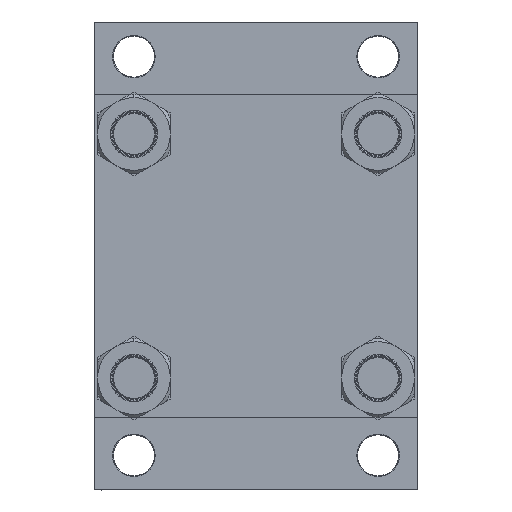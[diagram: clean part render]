
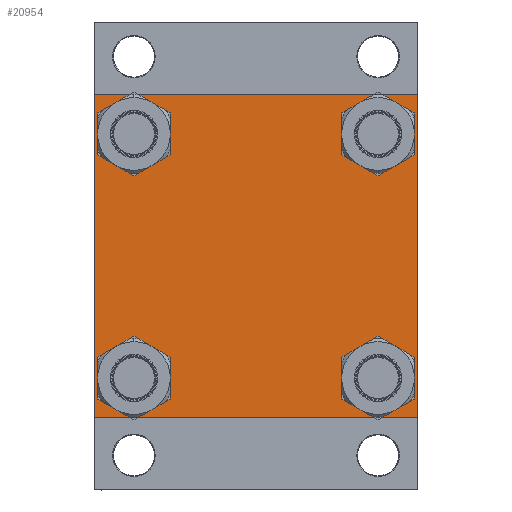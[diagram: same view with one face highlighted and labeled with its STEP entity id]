
A CAD part, left-side view. The second image highlights one B-rep face of the part: STEP entity #20954.
In plain terms, the highlighted planar face has unit normal (-1, 0, 0).
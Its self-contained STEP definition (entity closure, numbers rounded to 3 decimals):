
#208 = CIRCLE ( 'NONE', #40356, 14. ) ;
#951 = DIRECTION ( 'NONE',  ( 0., 0., 1. ) ) ;
#2096 = CARTESIAN_POINT ( 'NONE',  ( 0., 102.5, -102.5 ) ) ;
#2314 = CARTESIAN_POINT ( 'NONE',  ( 0., 77.45, 77.45 ) ) ;
#3130 = VERTEX_POINT ( 'NONE', #23919 ) ;
#3138 = ORIENTED_EDGE ( 'NONE', *, *, #20328, .F. ) ;
#4343 = AXIS2_PLACEMENT_3D ( 'NONE', #42460, #35437, #31800 ) ;
#4344 = CIRCLE ( 'NONE', #13593, 14. ) ;
#4400 = ORIENTED_EDGE ( 'NONE', *, *, #23485, .T. ) ;
#4558 = CARTESIAN_POINT ( 'NONE',  ( 0., 77.45, -91.45 ) ) ;
#4897 = ORIENTED_EDGE ( 'NONE', *, *, #16945, .T. ) ;
#5157 = CARTESIAN_POINT ( 'NONE',  ( 0., -102.25, -102.25 ) ) ;
#5848 = LINE ( 'NONE', #30518, #20849 ) ;
#6328 = CARTESIAN_POINT ( 'NONE',  ( 0., -77.45, 63.45 ) ) ;
#7034 = DIRECTION ( 'NONE',  ( 0., -1., 0. ) ) ;
#7428 = VERTEX_POINT ( 'NONE', #4558 ) ;
#7498 = ORIENTED_EDGE ( 'NONE', *, *, #41287, .T. ) ;
#7539 = CARTESIAN_POINT ( 'NONE',  ( 0., 77.45, 91.45 ) ) ;
#8552 = ORIENTED_EDGE ( 'NONE', *, *, #23746, .T. ) ;
#8928 = DIRECTION ( 'NONE',  ( 1., 0., 0. ) ) ;
#9007 = VECTOR ( 'NONE', #14564, 1000. ) ;
#9074 = VECTOR ( 'NONE', #13218, 1000. ) ;
#9105 = DIRECTION ( 'NONE',  ( 1., 0., 0. ) ) ;
#9666 = ORIENTED_EDGE ( 'NONE', *, *, #11229, .T. ) ;
#10004 = PLANE ( 'NONE',  #42657 ) ;
#10724 = FACE_BOUND ( 'NONE', #17060, .T. ) ;
#10949 = AXIS2_PLACEMENT_3D ( 'NONE', #13949, #17812, #43435 ) ;
#11229 = EDGE_CURVE ( 'NONE', #27305, #15748, #5848, .T. ) ;
#11276 = EDGE_LOOP ( 'NONE', ( #13645, #4897 ) ) ;
#11307 = CIRCLE ( 'NONE', #4343, 14. ) ;
#12505 = ORIENTED_EDGE ( 'NONE', *, *, #16186, .T. ) ;
#12796 = CARTESIAN_POINT ( 'NONE',  ( 0., 77.45, -77.45 ) ) ;
#13208 = DIRECTION ( 'NONE',  ( 0., 0., 1. ) ) ;
#13218 = DIRECTION ( 'NONE',  ( 0., -1., 0. ) ) ;
#13435 = DIRECTION ( 'NONE',  ( 0., 0., 1. ) ) ;
#13462 = CARTESIAN_POINT ( 'NONE',  ( 0., 102.5, 102.5 ) ) ;
#13536 = ORIENTED_EDGE ( 'NONE', *, *, #30830, .F. ) ;
#13593 = AXIS2_PLACEMENT_3D ( 'NONE', #19585, #21616, #22086 ) ;
#13645 = ORIENTED_EDGE ( 'NONE', *, *, #18525, .T. ) ;
#13818 = LINE ( 'NONE', #17684, #20327 ) ;
#13949 = CARTESIAN_POINT ( 'NONE',  ( 0., 77.45, -77.45 ) ) ;
#14113 = ORIENTED_EDGE ( 'NONE', *, *, #17547, .T. ) ;
#14341 = VECTOR ( 'NONE', #21258, 1000. ) ;
#14504 = EDGE_LOOP ( 'NONE', ( #46275, #42959 ) ) ;
#14564 = DIRECTION ( 'NONE',  ( 0., 0., -1. ) ) ;
#14972 = CARTESIAN_POINT ( 'NONE',  ( 0., 102.25, 102.25 ) ) ;
#15748 = VERTEX_POINT ( 'NONE', #28490 ) ;
#16186 = EDGE_CURVE ( 'NONE', #43611, #7428, #34867, .T. ) ;
#16945 = EDGE_CURVE ( 'NONE', #31714, #18024, #34136, .T. ) ;
#17060 = EDGE_LOOP ( 'NONE', ( #12505, #14113 ) ) ;
#17205 = CARTESIAN_POINT ( 'NONE',  ( 0., -77.45, -77.45 ) ) ;
#17547 = EDGE_CURVE ( 'NONE', #7428, #43611, #208, .T. ) ;
#17641 = VERTEX_POINT ( 'NONE', #39620 ) ;
#17684 = CARTESIAN_POINT ( 'NONE',  ( 0., 102.5, 102.5 ) ) ;
#17812 = DIRECTION ( 'NONE',  ( 1., 0., 0. ) ) ;
#17816 = DIRECTION ( 'NONE',  ( 0., 0., -1. ) ) ;
#17924 = ORIENTED_EDGE ( 'NONE', *, *, #29369, .T. ) ;
#18024 = VERTEX_POINT ( 'NONE', #25521 ) ;
#18525 = EDGE_CURVE ( 'NONE', #18024, #31714, #35717, .T. ) ;
#18656 = CARTESIAN_POINT ( 'NONE',  ( 0., -102.5, 102.5 ) ) ;
#19289 = DIRECTION ( 'NONE',  ( 0., 0., 1. ) ) ;
#19568 = CARTESIAN_POINT ( 'NONE',  ( 0., -102.5, -102. ) ) ;
#19585 = CARTESIAN_POINT ( 'NONE',  ( 0., -77.45, 77.45 ) ) ;
#20192 = DIRECTION ( 'NONE',  ( 0., 0.707, 0.707 ) ) ;
#20327 = VECTOR ( 'NONE', #7034, 1000. ) ;
#20328 = EDGE_CURVE ( 'NONE', #3130, #17641, #13818, .T. ) ;
#20491 = CARTESIAN_POINT ( 'NONE',  ( 0., -102., -102.5 ) ) ;
#20494 = VERTEX_POINT ( 'NONE', #19568 ) ;
#20849 = VECTOR ( 'NONE', #30762, 1000. ) ;
#20954 = ADVANCED_FACE ( 'NONE', ( #28359, #43845, #10724, #46759, #25462 ), #10004, .T. ) ;
#21116 = DIRECTION ( 'NONE',  ( -1., 0., 0. ) ) ;
#21258 = DIRECTION ( 'NONE',  ( 0., 0.707, -0.707 ) ) ;
#21616 = DIRECTION ( 'NONE',  ( 1., 0., 0. ) ) ;
#22086 = DIRECTION ( 'NONE',  ( 0., 0., 1. ) ) ;
#22980 = VERTEX_POINT ( 'NONE', #6328 ) ;
#23485 = EDGE_CURVE ( 'NONE', #25903, #17641, #31319, .T. ) ;
#23746 = EDGE_CURVE ( 'NONE', #39995, #20494, #41195, .T. ) ;
#23919 = CARTESIAN_POINT ( 'NONE',  ( 0., 102., 102.5 ) ) ;
#24411 = CARTESIAN_POINT ( 'NONE',  ( 0., 102.5, 102. ) ) ;
#24573 = DIRECTION ( 'NONE',  ( 1., 0., 0. ) ) ;
#24873 = AXIS2_PLACEMENT_3D ( 'NONE', #25293, #24573, #39822 ) ;
#25293 = CARTESIAN_POINT ( 'NONE',  ( 0., -77.45, -77.45 ) ) ;
#25462 = FACE_OUTER_BOUND ( 'NONE', #29376, .T. ) ;
#25521 = CARTESIAN_POINT ( 'NONE',  ( 0., -77.45, -63.45 ) ) ;
#25903 = VERTEX_POINT ( 'NONE', #41529 ) ;
#26529 = DIRECTION ( 'NONE',  ( 1., 0., 0. ) ) ;
#26693 = VECTOR ( 'NONE', #17816, 1000. ) ;
#26840 = ORIENTED_EDGE ( 'NONE', *, *, #33768, .T. ) ;
#26987 = VERTEX_POINT ( 'NONE', #41488 ) ;
#27305 = VERTEX_POINT ( 'NONE', #46263 ) ;
#27985 = AXIS2_PLACEMENT_3D ( 'NONE', #17205, #26529, #19289 ) ;
#28081 = CIRCLE ( 'NONE', #30391, 14. ) ;
#28359 = FACE_BOUND ( 'NONE', #14504, .T. ) ;
#28490 = CARTESIAN_POINT ( 'NONE',  ( 0., 102., -102.5 ) ) ;
#28956 = EDGE_LOOP ( 'NONE', ( #26840, #7498 ) ) ;
#29369 = EDGE_CURVE ( 'NONE', #37563, #27305, #47315, .T. ) ;
#29376 = EDGE_LOOP ( 'NONE', ( #17924, #9666, #32971, #8552, #13536, #4400, #3138, #43288 ) ) ;
#29730 = EDGE_CURVE ( 'NONE', #22980, #38487, #4344, .T. ) ;
#30391 = AXIS2_PLACEMENT_3D ( 'NONE', #46572, #9105, #13208 ) ;
#30518 = CARTESIAN_POINT ( 'NONE',  ( 0., 102.25, -102.25 ) ) ;
#30762 = DIRECTION ( 'NONE',  ( 0., -0.707, -0.707 ) ) ;
#30830 = EDGE_CURVE ( 'NONE', #25903, #20494, #33394, .T. ) ;
#31319 = LINE ( 'NONE', #35187, #35004 ) ;
#31714 = VERTEX_POINT ( 'NONE', #33947 ) ;
#31800 = DIRECTION ( 'NONE',  ( 0., 0., 1. ) ) ;
#32971 = ORIENTED_EDGE ( 'NONE', *, *, #42953, .T. ) ;
#33394 = LINE ( 'NONE', #18656, #9007 ) ;
#33710 = CIRCLE ( 'NONE', #38344, 14. ) ;
#33768 = EDGE_CURVE ( 'NONE', #37396, #26987, #28081, .T. ) ;
#33947 = CARTESIAN_POINT ( 'NONE',  ( 0., -77.45, -91.45 ) ) ;
#34136 = CIRCLE ( 'NONE', #24873, 14. ) ;
#34867 = CIRCLE ( 'NONE', #10949, 14. ) ;
#35004 = VECTOR ( 'NONE', #20192, 1000. ) ;
#35187 = CARTESIAN_POINT ( 'NONE',  ( 0., -102.25, 102.25 ) ) ;
#35221 = LINE ( 'NONE', #2096, #9074 ) ;
#35437 = DIRECTION ( 'NONE',  ( 1., 0., 0. ) ) ;
#35717 = CIRCLE ( 'NONE', #27985, 14. ) ;
#35867 = DIRECTION ( 'NONE',  ( 0., 0., 1. ) ) ;
#37396 = VERTEX_POINT ( 'NONE', #7539 ) ;
#37563 = VERTEX_POINT ( 'NONE', #24411 ) ;
#38108 = VECTOR ( 'NONE', #38284, 1000. ) ;
#38261 = CARTESIAN_POINT ( 'NONE',  ( 0., 77.45, -63.45 ) ) ;
#38284 = DIRECTION ( 'NONE',  ( 0., -0.707, 0.707 ) ) ;
#38344 = AXIS2_PLACEMENT_3D ( 'NONE', #2314, #43179, #13435 ) ;
#38487 = VERTEX_POINT ( 'NONE', #42517 ) ;
#39140 = EDGE_CURVE ( 'NONE', #3130, #37563, #47859, .T. ) ;
#39501 = CARTESIAN_POINT ( 'NONE',  ( 0., 0., 0. ) ) ;
#39620 = CARTESIAN_POINT ( 'NONE',  ( 0., -102., 102.5 ) ) ;
#39822 = DIRECTION ( 'NONE',  ( 0., 0., 1. ) ) ;
#39995 = VERTEX_POINT ( 'NONE', #20491 ) ;
#40356 = AXIS2_PLACEMENT_3D ( 'NONE', #12796, #8928, #951 ) ;
#41195 = LINE ( 'NONE', #5157, #38108 ) ;
#41252 = EDGE_CURVE ( 'NONE', #38487, #22980, #11307, .T. ) ;
#41287 = EDGE_CURVE ( 'NONE', #26987, #37396, #33710, .T. ) ;
#41488 = CARTESIAN_POINT ( 'NONE',  ( 0., 77.45, 63.45 ) ) ;
#41529 = CARTESIAN_POINT ( 'NONE',  ( 0., -102.5, 102. ) ) ;
#42460 = CARTESIAN_POINT ( 'NONE',  ( 0., -77.45, 77.45 ) ) ;
#42517 = CARTESIAN_POINT ( 'NONE',  ( 0., -77.45, 91.45 ) ) ;
#42657 = AXIS2_PLACEMENT_3D ( 'NONE', #39501, #21116, #35867 ) ;
#42953 = EDGE_CURVE ( 'NONE', #15748, #39995, #35221, .T. ) ;
#42959 = ORIENTED_EDGE ( 'NONE', *, *, #29730, .T. ) ;
#43179 = DIRECTION ( 'NONE',  ( 1., 0., 0. ) ) ;
#43288 = ORIENTED_EDGE ( 'NONE', *, *, #39140, .T. ) ;
#43435 = DIRECTION ( 'NONE',  ( 0., 0., 1. ) ) ;
#43611 = VERTEX_POINT ( 'NONE', #38261 ) ;
#43845 = FACE_BOUND ( 'NONE', #11276, .T. ) ;
#46263 = CARTESIAN_POINT ( 'NONE',  ( 0., 102.5, -102. ) ) ;
#46275 = ORIENTED_EDGE ( 'NONE', *, *, #41252, .T. ) ;
#46572 = CARTESIAN_POINT ( 'NONE',  ( 0., 77.45, 77.45 ) ) ;
#46759 = FACE_BOUND ( 'NONE', #28956, .T. ) ;
#47315 = LINE ( 'NONE', #13462, #26693 ) ;
#47859 = LINE ( 'NONE', #14972, #14341 ) ;
